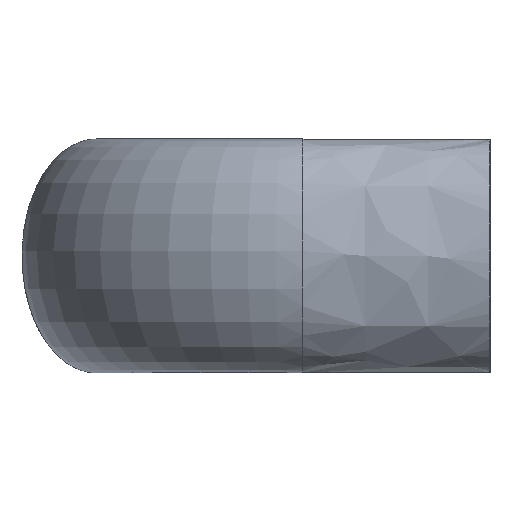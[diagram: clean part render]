
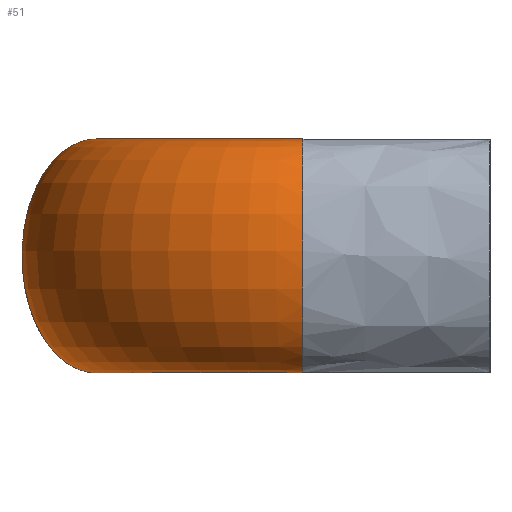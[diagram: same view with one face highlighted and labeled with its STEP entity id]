
A CAD part, left-side view. The second image highlights one B-rep face of the part: STEP entity #51.
In plain terms, the highlighted face is a revolution surface.
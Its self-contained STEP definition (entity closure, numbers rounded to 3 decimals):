
#51 = ADVANCED_FACE( '', ( #121 ), #122, .T. );
#121 = FACE_OUTER_BOUND( '', #224, .T. );
#122 = SURFACE_OF_REVOLUTION( '', #225, #226 );
#224 = EDGE_LOOP( '', ( #436, #437, #438, #439 ) );
#225 = ( BOUNDED_CURVE(  )B_SPLINE_CURVE( 3, ( #442, #443, #444, #445 ), .UNSPECIFIED., .F., .F. )B_SPLINE_CURVE_WITH_KNOTS( ( 4, 4 ), ( 0., 1. ), .UNSPECIFIED. )CURVE(  )GEOMETRIC_REPRESENTATION_ITEM(  )RATIONAL_B_SPLINE_CURVE( ( 0.854, 0.285, 0.285, 0.854 ) )REPRESENTATION_ITEM( '' ) );
#226 = AXIS1_PLACEMENT( '', #451, #452 );
#436 = ORIENTED_EDGE( '', *, *, #550, .F. );
#437 = ORIENTED_EDGE( '', *, *, #553, .F. );
#438 = ORIENTED_EDGE( '', *, *, #558, .T. );
#439 = ORIENTED_EDGE( '', *, *, #555, .F. );
#442 = CARTESIAN_POINT( '', ( -1.556, 35.556, -12.5 ) );
#443 = CARTESIAN_POINT( '', ( -12.87, 46.87, -12.5 ) );
#444 = CARTESIAN_POINT( '', ( -12.87, 46.87, 12.5 ) );
#445 = CARTESIAN_POINT( '', ( -1.556, 35.556, 12.5 ) );
#451 = CARTESIAN_POINT( '', ( 14., 20., 0. ) );
#452 = DIRECTION( '', ( 0., 0., 1. ) );
#550 = EDGE_CURVE( '', #596, #598, #599, .T. );
#553 = EDGE_CURVE( '', #602, #596, #603, .T. );
#555 = EDGE_CURVE( '', #598, #605, #606, .T. );
#558 = EDGE_CURVE( '', #602, #605, #609, .T. );
#596 = VERTEX_POINT( '', #720 );
#598 = VERTEX_POINT( '', #725 );
#599 = ( BOUNDED_CURVE(  )B_SPLINE_CURVE( 3, ( #728, #729, #730, #731 ), .UNSPECIFIED., .F., .F. )B_SPLINE_CURVE_WITH_KNOTS( ( 4, 4 ), ( 0., 1. ), .UNSPECIFIED. )CURVE(  )GEOMETRIC_REPRESENTATION_ITEM(  )RATIONAL_B_SPLINE_CURVE( ( 1., 0.333, 0.333, 1. ) )REPRESENTATION_ITEM( '' ) );
#602 = VERTEX_POINT( '', #742 );
#603 = ( BOUNDED_CURVE(  )B_SPLINE_CURVE( 3, ( #745, #746, #747, #748 ), .UNSPECIFIED., .F., .F. )B_SPLINE_CURVE_WITH_KNOTS( ( 4, 4 ), ( 0., 1. ), .UNSPECIFIED. )CURVE(  )GEOMETRIC_REPRESENTATION_ITEM(  )RATIONAL_B_SPLINE_CURVE( ( 1., 0.805, 0.805, 1. ) )REPRESENTATION_ITEM( '' ) );
#605 = VERTEX_POINT( '', #765 );
#606 = ( BOUNDED_CURVE(  )B_SPLINE_CURVE( 3, ( #768, #769, #770, #771 ), .UNSPECIFIED., .F., .F. )B_SPLINE_CURVE_WITH_KNOTS( ( 4, 4 ), ( 0., 1. ), .UNSPECIFIED. )CURVE(  )GEOMETRIC_REPRESENTATION_ITEM(  )RATIONAL_B_SPLINE_CURVE( ( 1., 0.805, 0.805, 1. ) )REPRESENTATION_ITEM( '' ) );
#609 = ( BOUNDED_CURVE(  )B_SPLINE_CURVE( 3, ( #791, #792, #793, #794 ), .UNSPECIFIED., .F., .F. )B_SPLINE_CURVE_WITH_KNOTS( ( 4, 4 ), ( 0., 1. ), .UNSPECIFIED. )CURVE(  )GEOMETRIC_REPRESENTATION_ITEM(  )RATIONAL_B_SPLINE_CURVE( ( 0.854, 0.285, 0.285, 0.854 ) )REPRESENTATION_ITEM( '' ) );
#720 = CARTESIAN_POINT( '', ( 14., 42., -12.5 ) );
#725 = CARTESIAN_POINT( '', ( 14., 42., 12.5 ) );
#728 = CARTESIAN_POINT( '', ( 14., 42., -12.5 ) );
#729 = CARTESIAN_POINT( '', ( 14., 58., -12.5 ) );
#730 = CARTESIAN_POINT( '', ( 14., 58., 12.5 ) );
#731 = CARTESIAN_POINT( '', ( 14., 42., 12.5 ) );
#742 = CARTESIAN_POINT( '', ( -8., 20., -12.5 ) );
#745 = CARTESIAN_POINT( '', ( -8., 20., -12.5 ) );
#746 = CARTESIAN_POINT( '', ( -8., 32.887, -12.5 ) );
#747 = CARTESIAN_POINT( '', ( 1.113, 42., -12.5 ) );
#748 = CARTESIAN_POINT( '', ( 14., 42., -12.5 ) );
#765 = CARTESIAN_POINT( '', ( -8., 20., 12.5 ) );
#768 = CARTESIAN_POINT( '', ( 14., 42., 12.5 ) );
#769 = CARTESIAN_POINT( '', ( 1.113, 42., 12.5 ) );
#770 = CARTESIAN_POINT( '', ( -8., 32.887, 12.5 ) );
#771 = CARTESIAN_POINT( '', ( -8., 20., 12.5 ) );
#791 = CARTESIAN_POINT( '', ( -8., 20., -12.5 ) );
#792 = CARTESIAN_POINT( '', ( -24., 20., -12.5 ) );
#793 = CARTESIAN_POINT( '', ( -24., 20., 12.5 ) );
#794 = CARTESIAN_POINT( '', ( -8., 20., 12.5 ) );
